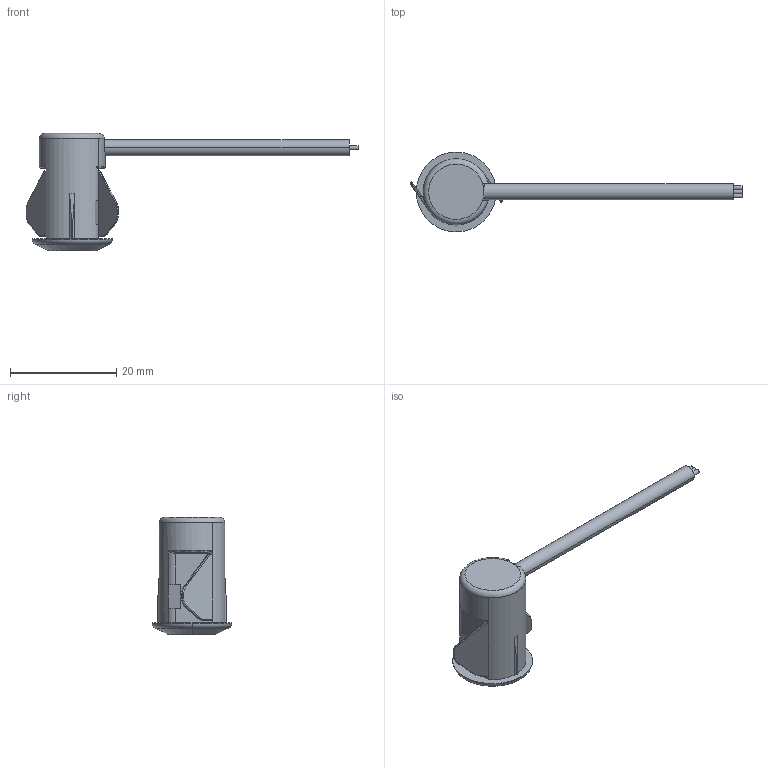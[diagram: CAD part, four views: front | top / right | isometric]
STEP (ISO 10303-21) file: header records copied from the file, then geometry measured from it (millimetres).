
FILE_DESCRIPTION((''),'2;1');
FILE_NAME('BB10-HSG-COVER_ASM','2011-12-05T',('sereneee'),(''),'PRO/ENGINEER BY PARAMETRIC TECHNOLOGY CORPORATION, 2006140','PRO/ENGINEER BY PARAMETRIC TECHNOLOGY CORPORATION, 2006140','');
FILE_SCHEMA(('CONFIG_CONTROL_DESIGN'));
Length unit declared in the file: millimetre
Products named in the file (4): SG15707-BB10-OK-HG; SG15708-BB10-OK-CH; CABLE-1; BB10-HSG-COVER_ASM
Assembly tree (3 placements, depth 2):
  BB10-HSG-COVER_ASM
    SG15707-BB10-OK-HG
    SG15708-BB10-OK-CH
    CABLE-1
Bounding box: 62.36 x 15 x 22 mm (x, y, z)
Volume: 1562.6 mm3; surface area: 2866.9 mm2
Topology: 3 solids, 3 shells, 330 faces, 821 edges, 507 vertices
Faces by surface type: plane 105, cylinder 84, torus 53, bspline 50, cone 38
Entity records: 12208 total; most frequent: CARTESIAN_POINT 4635, ORIENTED_EDGE 1642, DIRECTION 1515, EDGE_CURVE 821, AXIS2_PLACEMENT_3D 638, VERTEX_POINT 507, CIRCLE 351, EDGE_LOOP 340
